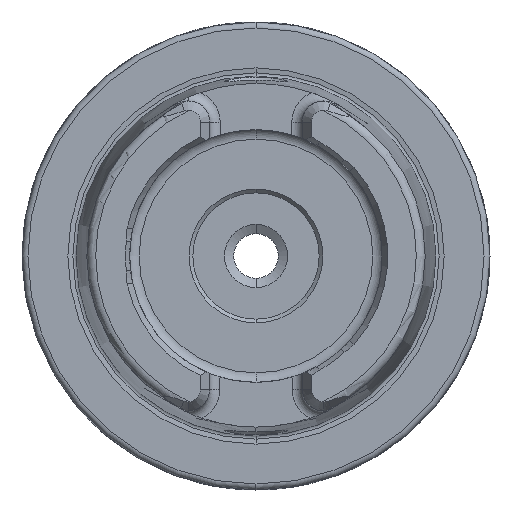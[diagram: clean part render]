
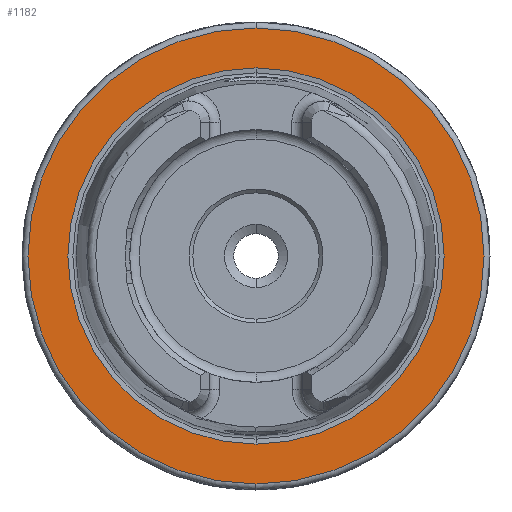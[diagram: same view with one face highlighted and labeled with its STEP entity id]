
A CAD part, left-side view. The second image highlights one B-rep face of the part: STEP entity #1182.
In plain terms, the highlighted planar face has unit normal (-1, 0, 0).
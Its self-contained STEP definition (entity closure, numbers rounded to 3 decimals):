
#324 = ORIENTED_EDGE ( 'NONE', *, *, #2944, .T. ) ;
#365 = DIRECTION ( 'NONE',  ( -1., 0., 0. ) ) ;
#1182 = ADVANCED_FACE ( 'NONE', ( #17590, #10691 ), #13768, .F. ) ;
#1427 = CARTESIAN_POINT ( 'NONE',  ( 0., 0., -25.324 ) ) ;
#1631 = CIRCLE ( 'NONE', #10627, 25.324 ) ;
#1645 = CARTESIAN_POINT ( 'NONE',  ( 0., 0., 0. ) ) ;
#1738 = DIRECTION ( 'NONE',  ( -1., 0., 0. ) ) ;
#1793 = DIRECTION ( 'NONE',  ( 0., 0., 1. ) ) ;
#2107 = CARTESIAN_POINT ( 'NONE',  ( 0., 30.7, 0. ) ) ;
#2944 = EDGE_CURVE ( 'NONE', #9617, #13473, #10639, .T. ) ;
#2953 = CARTESIAN_POINT ( 'NONE',  ( 0., 0., 25.324 ) ) ;
#4714 = CARTESIAN_POINT ( 'NONE',  ( 0., 0., 0. ) ) ;
#6073 = AXIS2_PLACEMENT_3D ( 'NONE', #7424, #1738, #1793 ) ;
#6106 = DIRECTION ( 'NONE',  ( -1., 0., 0. ) ) ;
#6806 = EDGE_LOOP ( 'NONE', ( #324, #10226 ) ) ;
#7039 = DIRECTION ( 'NONE',  ( -1., 0., 0. ) ) ;
#7220 = AXIS2_PLACEMENT_3D ( 'NONE', #4714, #6106, #15753 ) ;
#7424 = CARTESIAN_POINT ( 'NONE',  ( 0., 0., 0. ) ) ;
#7716 = ORIENTED_EDGE ( 'NONE', *, *, #8130, .F. ) ;
#8130 = EDGE_CURVE ( 'NONE', #11765, #13564, #8891, .T. ) ;
#8783 = CARTESIAN_POINT ( 'NONE',  ( 0., 0., 0. ) ) ;
#8891 = CIRCLE ( 'NONE', #7220, 25.324 ) ;
#9309 = CIRCLE ( 'NONE', #11323, 30.7 ) ;
#9617 = VERTEX_POINT ( 'NONE', #9883 ) ;
#9883 = CARTESIAN_POINT ( 'NONE',  ( 0., 0., 30.7 ) ) ;
#10226 = ORIENTED_EDGE ( 'NONE', *, *, #14141, .T. ) ;
#10627 = AXIS2_PLACEMENT_3D ( 'NONE', #1645, #7039, #12428 ) ;
#10639 = CIRCLE ( 'NONE', #6073, 30.7 ) ;
#10691 = FACE_OUTER_BOUND ( 'NONE', #6806, .T. ) ;
#11323 = AXIS2_PLACEMENT_3D ( 'NONE', #8783, #365, #17093 ) ;
#11765 = VERTEX_POINT ( 'NONE', #1427 ) ;
#12368 = EDGE_CURVE ( 'NONE', #13564, #11765, #1631, .T. ) ;
#12428 = DIRECTION ( 'NONE',  ( 0., 0., 1. ) ) ;
#13244 = DIRECTION ( 'NONE',  ( 1., 0., 0. ) ) ;
#13473 = VERTEX_POINT ( 'NONE', #17541 ) ;
#13564 = VERTEX_POINT ( 'NONE', #2953 ) ;
#13674 = EDGE_LOOP ( 'NONE', ( #16549, #7716 ) ) ;
#13768 = PLANE ( 'NONE',  #16097 ) ;
#14141 = EDGE_CURVE ( 'NONE', #13473, #9617, #9309, .T. ) ;
#15753 = DIRECTION ( 'NONE',  ( 0., 0., 1. ) ) ;
#16097 = AXIS2_PLACEMENT_3D ( 'NONE', #2107, #13244, #16215 ) ;
#16215 = DIRECTION ( 'NONE',  ( 0., 0., -1. ) ) ;
#16549 = ORIENTED_EDGE ( 'NONE', *, *, #12368, .F. ) ;
#17093 = DIRECTION ( 'NONE',  ( 0., 0., 1. ) ) ;
#17541 = CARTESIAN_POINT ( 'NONE',  ( 0., 0., -30.7 ) ) ;
#17590 = FACE_BOUND ( 'NONE', #13674, .T. ) ;
